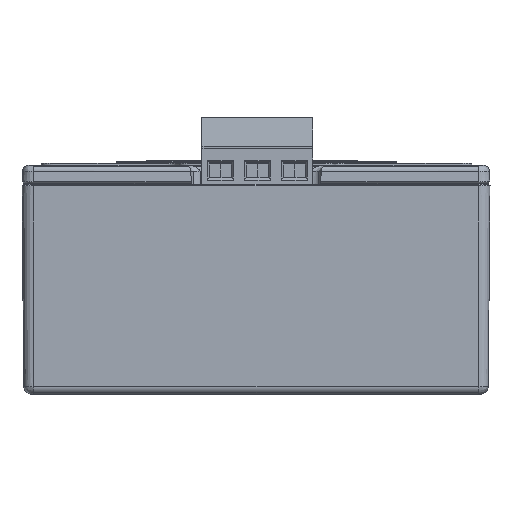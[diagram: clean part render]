
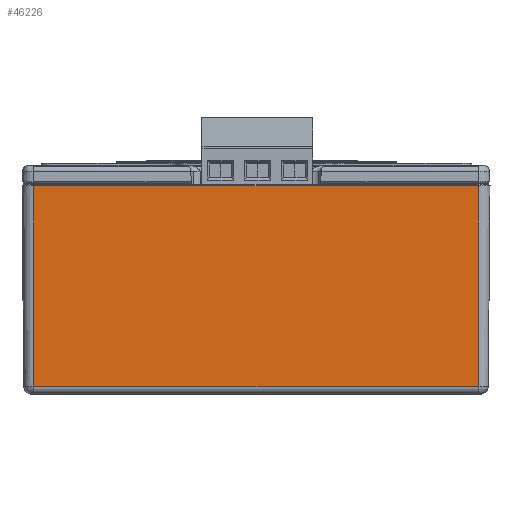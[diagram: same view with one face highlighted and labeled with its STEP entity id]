
A CAD part, front view. The second image highlights one B-rep face of the part: STEP entity #46226.
In plain terms, the highlighted face is planar.
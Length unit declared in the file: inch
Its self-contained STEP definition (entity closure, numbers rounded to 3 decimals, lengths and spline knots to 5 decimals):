
#1637 = PLANE ( 'NONE',  #147773 ) ;
#9782 = CARTESIAN_POINT ( 'NONE',  ( -3.44144, 0.94787, 2.3365 ) ) ;
#14735 = VECTOR ( 'NONE', #111587, 39.37008 ) ;
#14763 = LINE ( 'NONE', #76375, #121522 ) ;
#16025 = DIRECTION ( 'NONE',  ( 0.009, 1., 0. ) ) ;
#17055 = VERTEX_POINT ( 'NONE', #9782 ) ;
#29848 = ORIENTED_EDGE ( 'NONE', *, *, #114293, .F. ) ;
#38778 = CARTESIAN_POINT ( 'NONE',  ( -3.45091, -0.1375, 2.3365 ) ) ;
#39518 = ORIENTED_EDGE ( 'NONE', *, *, #78008, .F. ) ;
#41122 = VECTOR ( 'NONE', #129010, 39.37008 ) ;
#46226 = ADVANCED_FACE ( 'NONE', ( #64825 ), #1637, .T. ) ;
#51865 = EDGE_LOOP ( 'NONE', ( #29848, #109317, #39518, #153455 ) ) ;
#56238 = EDGE_CURVE ( 'NONE', #97652, #109627, #138010, .T. ) ;
#57601 = EDGE_CURVE ( 'NONE', #150163, #17055, #75641, .T. ) ;
#64825 = FACE_OUTER_BOUND ( 'NONE', #51865, .T. ) ;
#75641 = LINE ( 'NONE', #142437, #41122 ) ;
#76375 = CARTESIAN_POINT ( 'NONE',  ( -3.45091, -0.1375, 1.73525 ) ) ;
#78008 = EDGE_CURVE ( 'NONE', #109627, #17055, #136703, .T. ) ;
#97652 = VERTEX_POINT ( 'NONE', #149904 ) ;
#103913 = DIRECTION ( 'NONE',  ( 0., 0., -1. ) ) ;
#106477 = DIRECTION ( 'NONE',  ( -1., 0.009, 0. ) ) ;
#107308 = DIRECTION ( 'NONE',  ( 0., 0., -1. ) ) ;
#109317 = ORIENTED_EDGE ( 'NONE', *, *, #57601, .T. ) ;
#109627 = VERTEX_POINT ( 'NONE', #142718 ) ;
#111587 = DIRECTION ( 'NONE',  ( 0., 0., 1. ) ) ;
#114293 = EDGE_CURVE ( 'NONE', #150163, #97652, #14763, .T. ) ;
#118160 = CARTESIAN_POINT ( 'NONE',  ( -3.451, -0.1475, 2.3365 ) ) ;
#121522 = VECTOR ( 'NONE', #103913, 39.37008 ) ;
#129010 = DIRECTION ( 'NONE',  ( 0.009, 1., 0. ) ) ;
#136703 = LINE ( 'NONE', #152626, #14735 ) ;
#138010 = LINE ( 'NONE', #163184, #147274 ) ;
#142437 = CARTESIAN_POINT ( 'NONE',  ( -3.451, -0.1475, 2.3365 ) ) ;
#142718 = CARTESIAN_POINT ( 'NONE',  ( -3.44144, 0.94787, -0.0685 ) ) ;
#147274 = VECTOR ( 'NONE', #16025, 39.37008 ) ;
#147773 = AXIS2_PLACEMENT_3D ( 'NONE', #118160, #106477, #107308 ) ;
#149904 = CARTESIAN_POINT ( 'NONE',  ( -3.45091, -0.1375, -0.0685 ) ) ;
#150163 = VERTEX_POINT ( 'NONE', #38778 ) ;
#152626 = CARTESIAN_POINT ( 'NONE',  ( -3.44144, 0.94787, 1.73525 ) ) ;
#153455 = ORIENTED_EDGE ( 'NONE', *, *, #56238, .F. ) ;
#163184 = CARTESIAN_POINT ( 'NONE',  ( -3.451, -0.1475, -0.0685 ) ) ;
